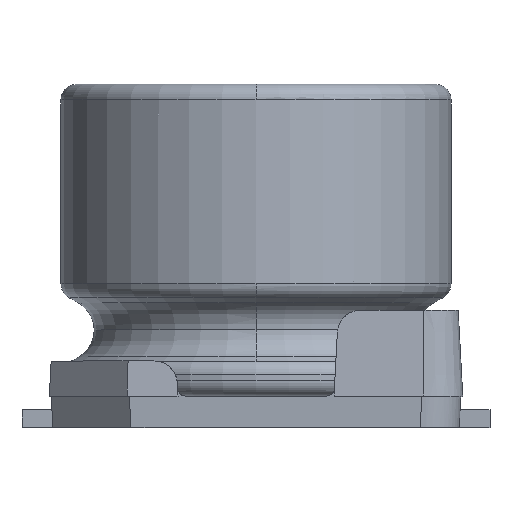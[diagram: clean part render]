
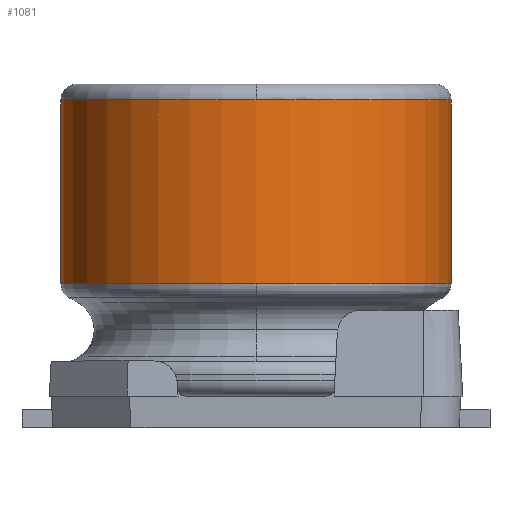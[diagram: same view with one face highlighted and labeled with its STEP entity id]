
A CAD part, top view. The second image highlights one B-rep face of the part: STEP entity #1081.
In plain terms, the highlighted cylindrical face has radius 2.5 mm (diameter 5 mm), a partial arc.
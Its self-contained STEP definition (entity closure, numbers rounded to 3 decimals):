
#77 = CARTESIAN_POINT ( 'NONE',  ( 0., 0.4, 0. ) ) ;
#95 = CARTESIAN_POINT ( 'NONE',  ( -2.5, 4.2, 0. ) ) ;
#209 = EDGE_CURVE ( 'NONE', #1996, #513, #853, .T. ) ;
#338 = FACE_OUTER_BOUND ( 'NONE', #2555, .T. ) ;
#401 = DIRECTION ( 'NONE',  ( 1., 0., 0. ) ) ;
#427 = AXIS2_PLACEMENT_3D ( 'NONE', #1413, #1055, #1088 ) ;
#500 = AXIS2_PLACEMENT_3D ( 'NONE', #926, #2643, #1649 ) ;
#513 = VERTEX_POINT ( 'NONE', #894 ) ;
#618 = EDGE_CURVE ( 'NONE', #2706, #620, #1432, .T. ) ;
#620 = VERTEX_POINT ( 'NONE', #3668 ) ;
#732 = ORIENTED_EDGE ( 'NONE', *, *, #3459, .T. ) ;
#740 = VECTOR ( 'NONE', #3819, 1000. ) ;
#777 = DIRECTION ( 'NONE',  ( 0., -1., 0. ) ) ;
#793 = CIRCLE ( 'NONE', #427, 2.5 ) ;
#841 = LINE ( 'NONE', #2841, #740 ) ;
#853 = CIRCLE ( 'NONE', #2679, 2.5 ) ;
#894 = CARTESIAN_POINT ( 'NONE',  ( 0., 4.2, 2.5 ) ) ;
#926 = CARTESIAN_POINT ( 'NONE',  ( 0., 1.842, 0. ) ) ;
#983 = CARTESIAN_POINT ( 'NONE',  ( 0., 1.842, 0. ) ) ;
#1006 = CIRCLE ( 'NONE', #1147, 2.5 ) ;
#1055 = DIRECTION ( 'NONE',  ( 0., -1., 0. ) ) ;
#1081 = ADVANCED_FACE ( 'NONE', ( #338 ), #3811, .T. ) ;
#1088 = DIRECTION ( 'NONE',  ( 1., 0., 0. ) ) ;
#1147 = AXIS2_PLACEMENT_3D ( 'NONE', #983, #3041, #4053 ) ;
#1181 = EDGE_CURVE ( 'NONE', #620, #1996, #841, .T. ) ;
#1288 = DIRECTION ( 'NONE',  ( 0., -1., 0. ) ) ;
#1413 = CARTESIAN_POINT ( 'NONE',  ( 0., 4.2, 0. ) ) ;
#1432 = CIRCLE ( 'NONE', #500, 2.5 ) ;
#1447 = DIRECTION ( 'NONE',  ( 1., 0., 0. ) ) ;
#1487 = CARTESIAN_POINT ( 'NONE',  ( 0., 1.842, 2.5 ) ) ;
#1591 = VECTOR ( 'NONE', #1288, 1000. ) ;
#1649 = DIRECTION ( 'NONE',  ( 1., 0., 0. ) ) ;
#1925 = VERTEX_POINT ( 'NONE', #3681 ) ;
#1996 = VERTEX_POINT ( 'NONE', #2031 ) ;
#2031 = CARTESIAN_POINT ( 'NONE',  ( 2.5, 4.2, 0. ) ) ;
#2106 = ORIENTED_EDGE ( 'NONE', *, *, #3846, .T. ) ;
#2382 = DIRECTION ( 'NONE',  ( 0., -1., 0. ) ) ;
#2439 = LINE ( 'NONE', #3948, #1591 ) ;
#2466 = CARTESIAN_POINT ( 'NONE',  ( 0., 4.2, 0. ) ) ;
#2555 = EDGE_LOOP ( 'NONE', ( #2106, #3448, #4165, #3560, #732, #4066 ) ) ;
#2643 = DIRECTION ( 'NONE',  ( 0., 1., 0. ) ) ;
#2679 = AXIS2_PLACEMENT_3D ( 'NONE', #2466, #777, #1447 ) ;
#2706 = VERTEX_POINT ( 'NONE', #1487 ) ;
#2841 = CARTESIAN_POINT ( 'NONE',  ( 2.5, 0.4, 0. ) ) ;
#3041 = DIRECTION ( 'NONE',  ( 0., 1., 0. ) ) ;
#3172 = VERTEX_POINT ( 'NONE', #95 ) ;
#3448 = ORIENTED_EDGE ( 'NONE', *, *, #618, .T. ) ;
#3451 = AXIS2_PLACEMENT_3D ( 'NONE', #77, #2382, #401 ) ;
#3459 = EDGE_CURVE ( 'NONE', #513, #3172, #793, .T. ) ;
#3560 = ORIENTED_EDGE ( 'NONE', *, *, #209, .T. ) ;
#3668 = CARTESIAN_POINT ( 'NONE',  ( 2.5, 1.842, 0. ) ) ;
#3681 = CARTESIAN_POINT ( 'NONE',  ( -2.5, 1.842, 0. ) ) ;
#3768 = EDGE_CURVE ( 'NONE', #3172, #1925, #2439, .T. ) ;
#3811 = CYLINDRICAL_SURFACE ( 'NONE', #3451, 2.5 ) ;
#3819 = DIRECTION ( 'NONE',  ( 0., 1., 0. ) ) ;
#3846 = EDGE_CURVE ( 'NONE', #1925, #2706, #1006, .T. ) ;
#3948 = CARTESIAN_POINT ( 'NONE',  ( -2.5, 0.4, 0. ) ) ;
#4053 = DIRECTION ( 'NONE',  ( 1., 0., 0. ) ) ;
#4066 = ORIENTED_EDGE ( 'NONE', *, *, #3768, .T. ) ;
#4165 = ORIENTED_EDGE ( 'NONE', *, *, #1181, .T. ) ;
